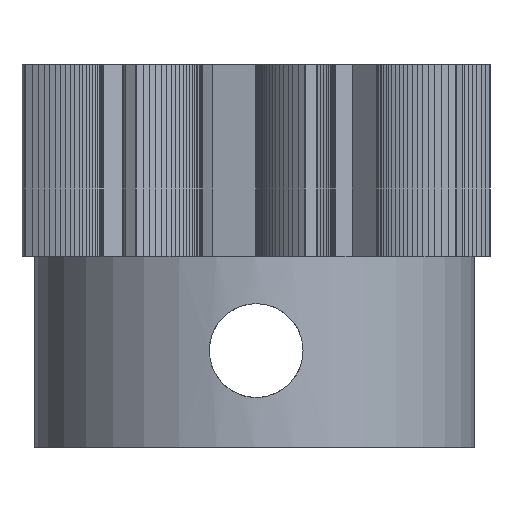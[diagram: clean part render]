
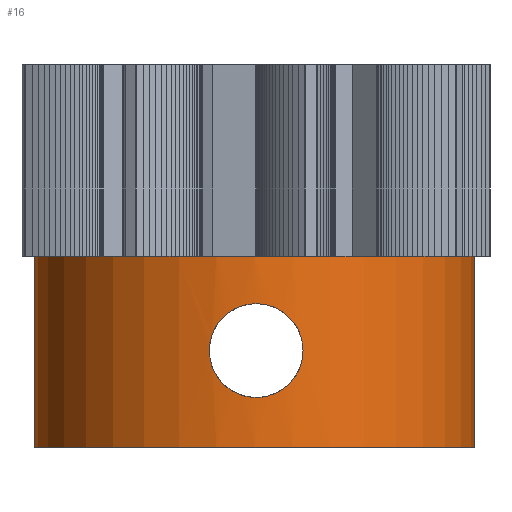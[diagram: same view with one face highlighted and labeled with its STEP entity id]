
A CAD part, front view. The second image highlights one B-rep face of the part: STEP entity #16.
In plain terms, the highlighted cylindrical face has radius 11.5 mm (diameter 23 mm), a partial arc.
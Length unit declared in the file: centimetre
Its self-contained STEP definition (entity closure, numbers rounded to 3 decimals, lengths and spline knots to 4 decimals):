
#16=ADVANCED_FACE('',(#434,#429),#7417,.T.);
#429=FACE_BOUND('',#848,.T.);
#434=FACE_OUTER_BOUND('',#847,.T.);
#847=EDGE_LOOP('',(#1265,#1266,#1267,#1268));
#848=EDGE_LOOP('',(#1269,#1270));
#1265=ORIENTED_EDGE('',*,*,#3746,.T.);
#1266=ORIENTED_EDGE('',*,*,#3727,.F.);
#1267=ORIENTED_EDGE('',*,*,#3726,.F.);
#1268=ORIENTED_EDGE('',*,*,#3725,.T.);
#1269=ORIENTED_EDGE('',*,*,#3728,.T.);
#1270=ORIENTED_EDGE('',*,*,#3750,.T.);
#3725=EDGE_CURVE('',#6191,#6205,#6179,.T.);
#3726=EDGE_CURVE('',#6191,#6192,#6177,.T.);
#3727=EDGE_CURVE('',#6192,#6206,#6180,.T.);
#3728=EDGE_CURVE('',#6193,#6207,#4955,.T.);
#3746=EDGE_CURVE('',#6205,#6206,#6178,.T.);
#3750=EDGE_CURVE('',#6207,#6193,#4972,.T.);
#4955=B_SPLINE_CURVE_WITH_KNOTS('',3,(#8401,#8402,#8403,#8404,#8405,#8406,
#8407,#8408,#8409,#8410,#8411,#8412,#8413,#8414,#8415,#8416,#8417,#8418,
#8419,#8420,#8421,#8422),.UNSPECIFIED.,.F.,.F.,(4,2,2,2,3,3,2,2,2,4),(0.,
0.0972,0.1943,0.2914,0.3886,
0.3978,0.4926,0.5873,0.682,
0.7768),.UNSPECIFIED.);
#4972=B_SPLINE_CURVE_WITH_KNOTS('',3,(#8554,#8555,#8556,#8557,#8558,#8559,
#8560,#8561,#8562,#8563,#8564,#8565,#8566,#8567,#8568,#8569,#8570,#8571,
#8572,#8573,#8574,#8575),.UNSPECIFIED.,.F.,.F.,(4,2,2,2,3,3,2,2,2,4),(0.7768,
0.8716,0.9663,1.061,1.1558,1.165,
1.2622,1.3593,1.4564,1.5536),
 .UNSPECIFIED.);
#6177=(
BOUNDED_CURVE()
B_SPLINE_CURVE(1,(#8396,#8397),.UNSPECIFIED.,.F.,.F.)
B_SPLINE_CURVE_WITH_KNOTS((2,2),(0.,0.9992),.UNSPECIFIED.)
CURVE()
GEOMETRIC_REPRESENTATION_ITEM()
RATIONAL_B_SPLINE_CURVE((1.,1.))
REPRESENTATION_ITEM('')
);
#6178=(
BOUNDED_CURVE()
B_SPLINE_CURVE(1,(#8544,#8545),.UNSPECIFIED.,.F.,.F.)
B_SPLINE_CURVE_WITH_KNOTS((2,2),(0.,0.9992),.UNSPECIFIED.)
CURVE()
GEOMETRIC_REPRESENTATION_ITEM()
RATIONAL_B_SPLINE_CURVE((1.,1.))
REPRESENTATION_ITEM('')
);
#6179=TRIMMED_CURVE($,#6185,(#8394),(#8395),.T.,.CARTESIAN.);
#6180=TRIMMED_CURVE($,#6186,(#8399),(#8400),.T.,.CARTESIAN.);
#6185=CIRCLE('',#7523,1.15);
#6186=CIRCLE('',#7524,1.15);
#6191=VERTEX_POINT('',#8373);
#6192=VERTEX_POINT('',#8374);
#6193=VERTEX_POINT('',#8375);
#6205=VERTEX_POINT('',#8387);
#6206=VERTEX_POINT('',#8388);
#6207=VERTEX_POINT('',#8389);
#7417=CYLINDRICAL_SURFACE('',#7512,1.15);
#7512=AXIS2_PLACEMENT_3D('',#8362,#7934,$);
#7523=AXIS2_PLACEMENT_3D($,#8393,#7945,#7946);
#7524=AXIS2_PLACEMENT_3D($,#8398,#7947,#7948);
#7934=DIRECTION('',(0.,0.,-1.));
#7945=DIRECTION('',(0.,0.,-1.));
#7946=DIRECTION('',(1.,0.,0.));
#7947=DIRECTION('',(0.,0.,-1.));
#7948=DIRECTION('',(1.,0.,0.));
#8362=CARTESIAN_POINT('',(-0.0118,6.3994,105.8312));
#8373=CARTESIAN_POINT('',(1.1382,6.3994,106.3308));
#8374=CARTESIAN_POINT('',(1.1382,6.3994,105.3316));
#8375=CARTESIAN_POINT('',(0.2423,5.2779,105.8365));
#8387=CARTESIAN_POINT('',(-1.1618,6.3994,106.3308));
#8388=CARTESIAN_POINT('',(-1.1618,6.3994,105.3316));
#8389=CARTESIAN_POINT('',(-0.2477,5.2739,105.8365));
#8393=CARTESIAN_POINT('',(-0.0118,6.3994,106.3308));
#8394=CARTESIAN_POINT('',(1.1382,6.3994,106.3308));
#8395=CARTESIAN_POINT('',(-1.1618,6.3994,106.3308));
#8396=CARTESIAN_POINT('',(1.1382,6.3994,106.3308));
#8397=CARTESIAN_POINT('',(1.1382,6.3994,105.3316));
#8398=CARTESIAN_POINT('',(-0.0118,6.3994,105.3316));
#8399=CARTESIAN_POINT('',(1.1382,6.3994,105.3316));
#8400=CARTESIAN_POINT('',(-1.1618,6.3994,105.3316));
#8401=CARTESIAN_POINT('',(0.2423,5.2779,105.8365));
#8402=CARTESIAN_POINT('',(0.2423,5.2779,105.8042));
#8403=CARTESIAN_POINT('',(0.236,5.2764,105.7723));
#8404=CARTESIAN_POINT('',(0.2113,5.2712,105.7128));
#8405=CARTESIAN_POINT('',(0.1932,5.2676,105.6859));
#8406=CARTESIAN_POINT('',(0.1479,5.2604,105.6406));
#8407=CARTESIAN_POINT('',(0.121,5.2567,105.6225));
#8408=CARTESIAN_POINT('',(0.0615,5.2514,105.5979));
#8409=CARTESIAN_POINT('',(0.0296,5.2497,105.5915));
#8410=CARTESIAN_POINT('',(-0.0027,5.2495,105.5915));
#8411=CARTESIAN_POINT('',(-0.0057,5.2495,105.5915));
#8412=CARTESIAN_POINT('',(-0.0088,5.2494,105.5915));
#8413=CARTESIAN_POINT('',(-0.0118,5.2494,105.5917));
#8414=CARTESIAN_POINT('',(-0.0433,5.2494,105.5928));
#8415=CARTESIAN_POINT('',(-0.0742,5.2508,105.6001));
#8416=CARTESIAN_POINT('',(-0.1315,5.2553,105.6258));
#8417=CARTESIAN_POINT('',(-0.1574,5.2585,105.644));
#8418=CARTESIAN_POINT('',(-0.2008,5.2649,105.6891));
#8419=CARTESIAN_POINT('',(-0.2181,5.268,105.7156));
#8420=CARTESIAN_POINT('',(-0.2416,5.2726,105.7738));
#8421=CARTESIAN_POINT('',(-0.2477,5.2739,105.805));
#8422=CARTESIAN_POINT('',(-0.2477,5.2739,105.8365));
#8544=CARTESIAN_POINT('',(-1.1618,6.3994,106.3308));
#8545=CARTESIAN_POINT('',(-1.1618,6.3994,105.3316));
#8554=CARTESIAN_POINT('',(-0.2477,5.2739,105.8365));
#8555=CARTESIAN_POINT('',(-0.2477,5.2739,105.868));
#8556=CARTESIAN_POINT('',(-0.2416,5.2726,105.8991));
#8557=CARTESIAN_POINT('',(-0.2181,5.268,105.9574));
#8558=CARTESIAN_POINT('',(-0.2008,5.2649,105.9839));
#8559=CARTESIAN_POINT('',(-0.1574,5.2585,106.029));
#8560=CARTESIAN_POINT('',(-0.1315,5.2553,106.0472));
#8561=CARTESIAN_POINT('',(-0.0742,5.2508,106.0729));
#8562=CARTESIAN_POINT('',(-0.0433,5.2494,106.0801));
#8563=CARTESIAN_POINT('',(-0.0118,5.2494,106.0813));
#8564=CARTESIAN_POINT('',(-0.0088,5.2494,106.0814));
#8565=CARTESIAN_POINT('',(-0.0057,5.2495,106.0815));
#8566=CARTESIAN_POINT('',(-0.0027,5.2495,106.0815));
#8567=CARTESIAN_POINT('',(0.0296,5.2497,106.0815));
#8568=CARTESIAN_POINT('',(0.0615,5.2514,106.0751));
#8569=CARTESIAN_POINT('',(0.121,5.2567,106.0504));
#8570=CARTESIAN_POINT('',(0.1479,5.2604,106.0324));
#8571=CARTESIAN_POINT('',(0.1932,5.2676,105.9871));
#8572=CARTESIAN_POINT('',(0.2113,5.2712,105.9602));
#8573=CARTESIAN_POINT('',(0.236,5.2764,105.9007));
#8574=CARTESIAN_POINT('',(0.2423,5.2779,105.8688));
#8575=CARTESIAN_POINT('',(0.2423,5.2779,105.8365));
